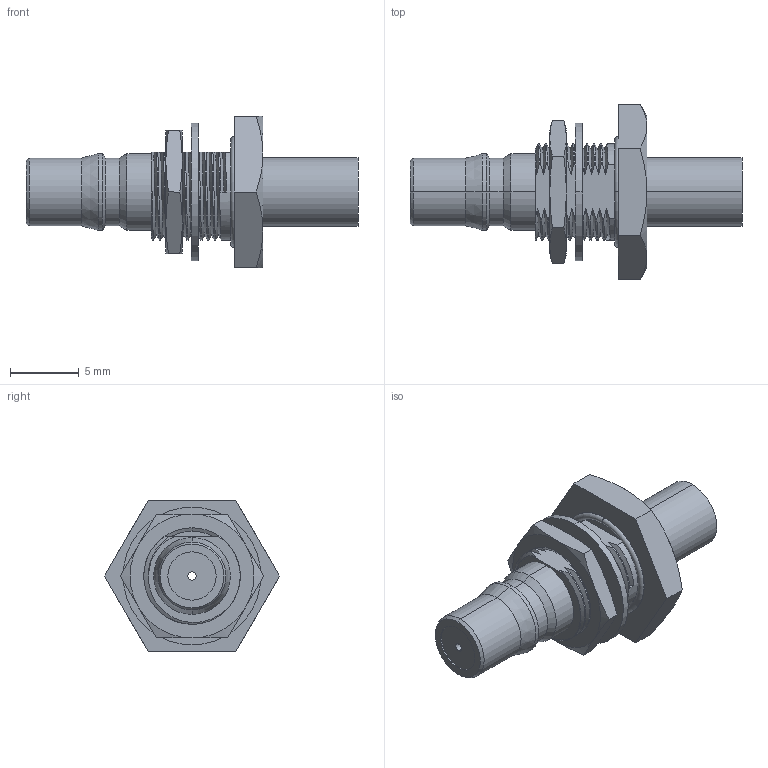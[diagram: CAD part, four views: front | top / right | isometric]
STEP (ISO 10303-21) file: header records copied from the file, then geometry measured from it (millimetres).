
FILE_DESCRIPTION (( 'STEP AP203' ), '1' );
FILE_NAME ('FMCN1896_3D.STEP', '2022-02-18T20:19:28', ( '' ), ( '' ), 'SwSTEP 2.0', 'SolidWorks 2021', '' );
FILE_SCHEMA (( 'CONFIG_CONTROL_DESIGN' ));
Length unit declared in the file: millimetre
Products named in the file (1): FMCN1896_3D
Bounding box: 24.1 x 12.7 x 11 mm (x, y, z)
Volume: 719 mm3; surface area: 1162 mm2
Topology: 3 solids, 3 shells, 131 faces, 324 edges, 200 vertices
Faces by surface type: cylinder 41, cone 34, plane 28, bspline 24, torus 4
Entity records: 11143 total; most frequent: CARTESIAN_POINT 8282, ORIENTED_EDGE 648, DIRECTION 503, EDGE_CURVE 324, AXIS2_PLACEMENT_3D 207, VERTEX_POINT 200, EDGE_LOOP 144, FACE_OUTER_BOUND 131
